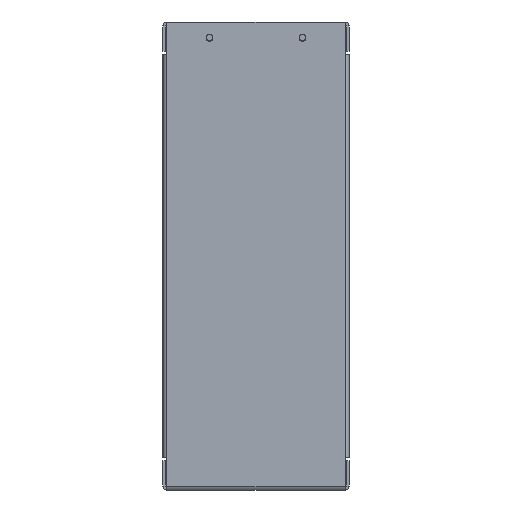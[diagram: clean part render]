
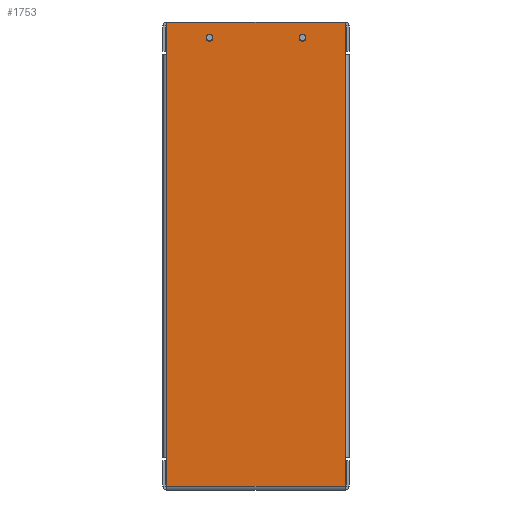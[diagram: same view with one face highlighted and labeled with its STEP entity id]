
A CAD part, front view. The second image highlights one B-rep face of the part: STEP entity #1753.
In plain terms, the highlighted planar face has unit normal (0, -1, 0).
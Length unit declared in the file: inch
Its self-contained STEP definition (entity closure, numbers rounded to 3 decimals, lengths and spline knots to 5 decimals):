
#70 = LINE ( 'NONE', #1704, #3414 ) ;
#71 = CARTESIAN_POINT ( 'NONE',  ( -1.914, -4.95975, 5.03125 ) ) ;
#211 = VERTEX_POINT ( 'NONE', #71 ) ;
#259 = ORIENTED_EDGE ( 'NONE', *, *, #2749, .T. ) ;
#370 = VERTEX_POINT ( 'NONE', #869 ) ;
#372 = CARTESIAN_POINT ( 'NONE',  ( -1.914, -4.95975, -4.94525 ) ) ;
#570 = VECTOR ( 'NONE', #1200, 39.37008 ) ;
#750 = VECTOR ( 'NONE', #1215, 39.37008 ) ;
#789 = DIRECTION ( 'NONE',  ( 0., 1., 0. ) ) ;
#835 = CARTESIAN_POINT ( 'NONE',  ( -1.914, -4.95975, 5.03125 ) ) ;
#866 = AXIS2_PLACEMENT_3D ( 'NONE', #3661, #5467, #1411 ) ;
#869 = CARTESIAN_POINT ( 'NONE',  ( 1.914, -4.95975, -4.33525 ) ) ;
#900 = CARTESIAN_POINT ( 'NONE',  ( 1.914, -4.95975, 4.33525 ) ) ;
#1001 = VERTEX_POINT ( 'NONE', #900 ) ;
#1040 = VECTOR ( 'NONE', #3221, 39.37008 ) ;
#1151 = ORIENTED_EDGE ( 'NONE', *, *, #5231, .T. ) ;
#1200 = DIRECTION ( 'NONE',  ( 1., 0., 0. ) ) ;
#1201 = FACE_BOUND ( 'NONE', #4862, .T. ) ;
#1215 = DIRECTION ( 'NONE',  ( 0., 0., 1. ) ) ;
#1225 = PLANE ( 'NONE',  #3840 ) ;
#1276 = CARTESIAN_POINT ( 'NONE',  ( 1., -4.95975, 4.61775 ) ) ;
#1331 = VERTEX_POINT ( 'NONE', #1276 ) ;
#1344 = VECTOR ( 'NONE', #3193, 39.37008 ) ;
#1411 = DIRECTION ( 'NONE',  ( 0., 0., -1. ) ) ;
#1494 = CARTESIAN_POINT ( 'NONE',  ( 1.914, -4.95975, -4.94525 ) ) ;
#1597 = FACE_BOUND ( 'NONE', #2938, .T. ) ;
#1704 = CARTESIAN_POINT ( 'NONE',  ( -1.914, -4.95975, 5.03125 ) ) ;
#1753 = ADVANCED_FACE ( 'NONE', ( #3893, #1597, #1201 ), #1225, .T. ) ;
#1788 = CARTESIAN_POINT ( 'NONE',  ( -1.914, -4.95975, 4.33525 ) ) ;
#1792 = ORIENTED_EDGE ( 'NONE', *, *, #3019, .T. ) ;
#1912 = VECTOR ( 'NONE', #3735, 39.37008 ) ;
#1930 = CARTESIAN_POINT ( 'NONE',  ( -1., -4.95975, 4.61775 ) ) ;
#1967 = CARTESIAN_POINT ( 'NONE',  ( 1.914, -4.95975, 5.03125 ) ) ;
#2129 = CARTESIAN_POINT ( 'NONE',  ( -1.914, -4.95975, -4.33525 ) ) ;
#2280 = DIRECTION ( 'NONE',  ( 0., -1., 0. ) ) ;
#2382 = LINE ( 'NONE', #2804, #1912 ) ;
#2512 = CARTESIAN_POINT ( 'NONE',  ( -1.914, -4.95975, -4.94525 ) ) ;
#2529 = EDGE_CURVE ( 'NONE', #4584, #211, #2382, .T. ) ;
#2565 = CARTESIAN_POINT ( 'NONE',  ( 1.914, -4.95975, -4.97425 ) ) ;
#2590 = CARTESIAN_POINT ( 'NONE',  ( 1., -4.95975, 4.69025 ) ) ;
#2749 = EDGE_CURVE ( 'NONE', #1331, #1331, #4291, .T. ) ;
#2770 = AXIS2_PLACEMENT_3D ( 'NONE', #2590, #789, #4428 ) ;
#2778 = ORIENTED_EDGE ( 'NONE', *, *, #5165, .T. ) ;
#2792 = LINE ( 'NONE', #4622, #4252 ) ;
#2804 = CARTESIAN_POINT ( 'NONE',  ( -1.914, -4.95975, 5.03125 ) ) ;
#2938 = EDGE_LOOP ( 'NONE', ( #5160 ) ) ;
#3019 = EDGE_CURVE ( 'NONE', #4466, #4654, #4281, .T. ) ;
#3193 = DIRECTION ( 'NONE',  ( 0., 0., 1. ) ) ;
#3214 = LINE ( 'NONE', #2565, #1344 ) ;
#3221 = DIRECTION ( 'NONE',  ( 0., 0., -1. ) ) ;
#3360 = DIRECTION ( 'NONE',  ( 0., 0., -1. ) ) ;
#3414 = VECTOR ( 'NONE', #3360, 39.37008 ) ;
#3474 = CARTESIAN_POINT ( 'NONE',  ( -1.914, -4.95975, -5.03125 ) ) ;
#3658 = ORIENTED_EDGE ( 'NONE', *, *, #2529, .T. ) ;
#3661 = CARTESIAN_POINT ( 'NONE',  ( -1., -4.95975, 4.69025 ) ) ;
#3671 = EDGE_CURVE ( 'NONE', #370, #1001, #2792, .T. ) ;
#3677 = ORIENTED_EDGE ( 'NONE', *, *, #5539, .T. ) ;
#3735 = DIRECTION ( 'NONE',  ( -1., 0., 0. ) ) ;
#3784 = DIRECTION ( 'NONE',  ( 0., 0., 1. ) ) ;
#3814 = ORIENTED_EDGE ( 'NONE', *, *, #3671, .T. ) ;
#3840 = AXIS2_PLACEMENT_3D ( 'NONE', #835, #2280, #3986 ) ;
#3893 = FACE_OUTER_BOUND ( 'NONE', #3996, .T. ) ;
#3986 = DIRECTION ( 'NONE',  ( 0., 0., -1. ) ) ;
#3996 = EDGE_LOOP ( 'NONE', ( #2778, #3814, #3677, #3658, #5263, #1151, #4128, #1792 ) ) ;
#4119 = VERTEX_POINT ( 'NONE', #1788 ) ;
#4128 = ORIENTED_EDGE ( 'NONE', *, *, #4215, .T. ) ;
#4215 = EDGE_CURVE ( 'NONE', #4334, #4466, #4630, .T. ) ;
#4252 = VECTOR ( 'NONE', #5102, 39.37008 ) ;
#4258 = LINE ( 'NONE', #1967, #5335 ) ;
#4281 = LINE ( 'NONE', #2512, #570 ) ;
#4285 = EDGE_CURVE ( 'NONE', #4119, #211, #4331, .T. ) ;
#4291 = CIRCLE ( 'NONE', #2770, 0.0725 ) ;
#4331 = LINE ( 'NONE', #3474, #750 ) ;
#4334 = VERTEX_POINT ( 'NONE', #2129 ) ;
#4428 = DIRECTION ( 'NONE',  ( 0., 0., -1. ) ) ;
#4466 = VERTEX_POINT ( 'NONE', #372 ) ;
#4584 = VERTEX_POINT ( 'NONE', #5562 ) ;
#4622 = CARTESIAN_POINT ( 'NONE',  ( 1.914, -4.95975, 5.03125 ) ) ;
#4630 = LINE ( 'NONE', #5088, #1040 ) ;
#4654 = VERTEX_POINT ( 'NONE', #1494 ) ;
#4862 = EDGE_LOOP ( 'NONE', ( #259 ) ) ;
#5060 = EDGE_CURVE ( 'NONE', #5555, #5555, #5239, .T. ) ;
#5088 = CARTESIAN_POINT ( 'NONE',  ( -1.914, -4.95975, -4.94525 ) ) ;
#5102 = DIRECTION ( 'NONE',  ( 0., 0., 1. ) ) ;
#5160 = ORIENTED_EDGE ( 'NONE', *, *, #5060, .T. ) ;
#5165 = EDGE_CURVE ( 'NONE', #4654, #370, #3214, .T. ) ;
#5231 = EDGE_CURVE ( 'NONE', #4119, #4334, #70, .T. ) ;
#5239 = CIRCLE ( 'NONE', #866, 0.0725 ) ;
#5263 = ORIENTED_EDGE ( 'NONE', *, *, #4285, .F. ) ;
#5335 = VECTOR ( 'NONE', #3784, 39.37008 ) ;
#5467 = DIRECTION ( 'NONE',  ( 0., 1., 0. ) ) ;
#5539 = EDGE_CURVE ( 'NONE', #1001, #4584, #4258, .T. ) ;
#5555 = VERTEX_POINT ( 'NONE', #1930 ) ;
#5562 = CARTESIAN_POINT ( 'NONE',  ( 1.914, -4.95975, 5.03125 ) ) ;
